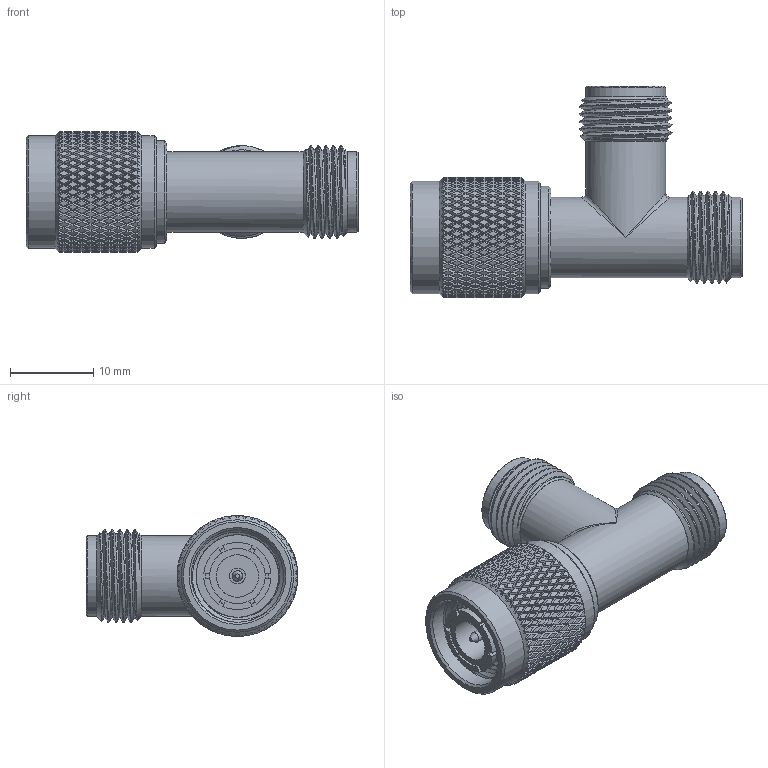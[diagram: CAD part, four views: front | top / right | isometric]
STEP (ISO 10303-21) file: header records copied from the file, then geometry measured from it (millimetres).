
FILE_DESCRIPTION (( 'STEP AP203' ), '1' );
FILE_NAME ('PE9290_3D.STEP', '2020-06-16T20:08:41', ( '' ), ( '' ), 'SwSTEP 2.0', 'SolidWorks 2018', '' );
FILE_SCHEMA (( 'CONFIG_CONTROL_DESIGN' ));
Length unit declared in the file: inch
Products named in the file (1): PE9290_3D
Bounding box: 39.88 x 25.41 x 14.5 mm (x, y, z)
Volume: 4230.5 mm3; surface area: 3987.7 mm2
Topology: 1 solids, 1 shells, 2692 faces, 5735 edges, 3058 vertices
Faces by surface type: bspline 2011, cylinder 552, plane 93, cone 36
Full cylindrical faces by diameter (mm): 1.27 x1, 1.346 x2, 1.854 x2, 1.905 x1, 4.572 x2, 5.08 x1, 7.569 x1, 9.652 x4, 11.112 x6, 12.268 x1, 13.513 x2
Entity records: 105739 total; most frequent: CARTESIAN_POINT 71025, ORIENTED_EDGE 11300, EDGE_CURVE 5650, VERTEX_POINT 3023, EDGE_LOOP 2739, FACE_OUTER_BOUND 2702, ADVANCED_FACE 2684, B_SPLINE_CURVE_WITH_KNOTS 2306
